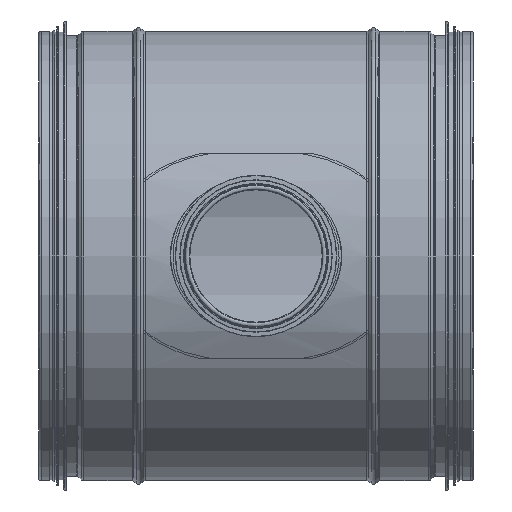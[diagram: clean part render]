
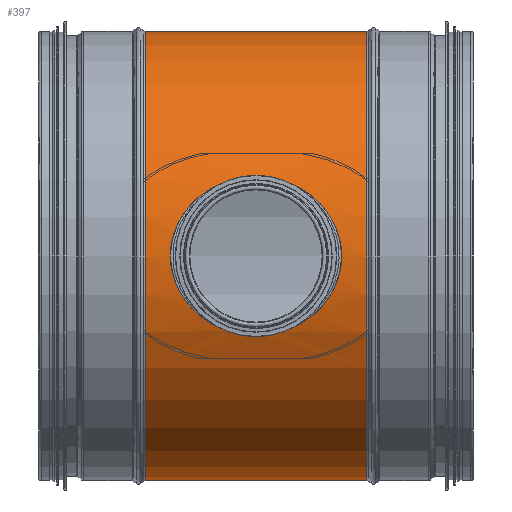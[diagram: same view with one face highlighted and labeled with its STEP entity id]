
A CAD part, left-side view. The second image highlights one B-rep face of the part: STEP entity #397.
In plain terms, the highlighted cylindrical face has radius 124.45 mm (diameter 248.9 mm), a full revolution.
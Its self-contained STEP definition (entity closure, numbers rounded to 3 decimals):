
#129=CARTESIAN_POINT('',(-116.45,120.0,-43.9));
#130=VERTEX_POINT('',#129);
#171=CARTESIAN_POINT('',(-116.45,120.0,43.9));
#172=VERTEX_POINT('',#171);
#195=CARTESIAN_POINT('',(-124.45,72.5,0.));
#196=VERTEX_POINT('',#195);
#197=CARTESIAN_POINT('',(-116.45,120.,43.9));
#198=CARTESIAN_POINT('',(-116.45,117.132,43.9));
#199=CARTESIAN_POINT('',(-116.543,114.162,43.656));
#200=CARTESIAN_POINT('',(-116.925,108.237,42.622));
#201=CARTESIAN_POINT('',(-117.214,105.281,41.833));
#202=CARTESIAN_POINT('',(-117.941,99.584,39.736));
#203=CARTESIAN_POINT('',(-118.38,96.839,38.426));
#204=CARTESIAN_POINT('',(-119.326,91.723,35.38));
#205=CARTESIAN_POINT('',(-119.832,89.353,33.643));
#206=CARTESIAN_POINT('',(-120.828,85.072,29.872));
#207=CARTESIAN_POINT('',(-121.354,83.016,27.696));
#208=CARTESIAN_POINT('',(-122.35,79.354,22.898));
#209=CARTESIAN_POINT('',(-122.819,77.748,20.276));
#210=CARTESIAN_POINT('',(-123.605,75.144,14.748));
#211=CARTESIAN_POINT('',(-123.921,74.144,11.835));
#212=CARTESIAN_POINT('',(-124.344,72.821,5.923));
#213=CARTESIAN_POINT('',(-124.45,72.5,2.924));
#214=CARTESIAN_POINT('',(-124.45,72.5,0.));
#215=B_SPLINE_CURVE_WITH_KNOTS('',3,(#197,#198,#199,#200,#201,#202,#203,#204,#205,#206,#207,#208,#209,#210,#211,#212,#213,#214),.UNSPECIFIED.,.F.,.U.,(4,2,2,2,2,2,2,2,4),(13.9,14.76,15.621,16.481,17.341,18.218,19.096,19.973,20.85),.UNSPECIFIED.);
#216=EDGE_CURVE('',#172,#196,#215,.T.);
#253=CARTESIAN_POINT('',(-124.45,72.5,0.));
#254=CARTESIAN_POINT('',(-124.45,72.5,-2.924));
#255=CARTESIAN_POINT('',(-124.344,72.821,-5.923));
#256=CARTESIAN_POINT('',(-123.921,74.144,-11.835));
#257=CARTESIAN_POINT('',(-123.605,75.144,-14.748));
#258=CARTESIAN_POINT('',(-122.819,77.748,-20.276));
#259=CARTESIAN_POINT('',(-122.35,79.354,-22.898));
#260=CARTESIAN_POINT('',(-121.354,83.016,-27.696));
#261=CARTESIAN_POINT('',(-120.828,85.072,-29.872));
#262=CARTESIAN_POINT('',(-119.832,89.353,-33.643));
#263=CARTESIAN_POINT('',(-119.326,91.723,-35.38));
#264=CARTESIAN_POINT('',(-118.38,96.839,-38.426));
#265=CARTESIAN_POINT('',(-117.941,99.584,-39.736));
#266=CARTESIAN_POINT('',(-117.214,105.281,-41.833));
#267=CARTESIAN_POINT('',(-116.925,108.237,-42.622));
#268=CARTESIAN_POINT('',(-116.543,114.162,-43.656));
#269=CARTESIAN_POINT('',(-116.45,117.132,-43.9));
#270=CARTESIAN_POINT('',(-116.45,120.,-43.9));
#271=B_SPLINE_CURVE_WITH_KNOTS('',3,(#253,#254,#255,#256,#257,#258,#259,#260,#261,#262,#263,#264,#265,#266,#267,#268,#269,#270),.UNSPECIFIED.,.F.,.U.,(4,2,2,2,2,2,2,2,4),(20.85,21.727,22.604,23.481,24.358,25.219,26.079,26.939,27.8),.UNSPECIFIED.);
#272=EDGE_CURVE('',#196,#130,#271,.T.);
#282=CARTESIAN_POINT('',(-124.45,167.5,0.0));
#283=VERTEX_POINT('',#282);
#284=CARTESIAN_POINT('',(-124.45,167.5,0.));
#285=CARTESIAN_POINT('',(-124.45,167.5,2.924));
#286=CARTESIAN_POINT('',(-124.344,167.179,5.923));
#287=CARTESIAN_POINT('',(-123.921,165.856,11.835));
#288=CARTESIAN_POINT('',(-123.605,164.856,14.748));
#289=CARTESIAN_POINT('',(-122.819,162.252,20.276));
#290=CARTESIAN_POINT('',(-122.35,160.646,22.898));
#291=CARTESIAN_POINT('',(-121.354,156.984,27.696));
#292=CARTESIAN_POINT('',(-120.828,154.928,29.872));
#293=CARTESIAN_POINT('',(-119.832,150.647,33.643));
#294=CARTESIAN_POINT('',(-119.326,148.277,35.38));
#295=CARTESIAN_POINT('',(-118.38,143.161,38.426));
#296=CARTESIAN_POINT('',(-117.941,140.416,39.736));
#297=CARTESIAN_POINT('',(-117.214,134.719,41.833));
#298=CARTESIAN_POINT('',(-116.925,131.763,42.622));
#299=CARTESIAN_POINT('',(-116.543,125.838,43.656));
#300=CARTESIAN_POINT('',(-116.45,122.868,43.9));
#301=CARTESIAN_POINT('',(-116.45,120.,43.9));
#302=B_SPLINE_CURVE_WITH_KNOTS('',3,(#284,#285,#286,#287,#288,#289,#290,#291,#292,#293,#294,#295,#296,#297,#298,#299,#300,#301),.UNSPECIFIED.,.F.,.U.,(4,2,2,2,2,2,2,2,4),(6.95,7.827,8.704,9.581,10.458,11.319,12.179,13.039,13.9),.UNSPECIFIED.);
#303=EDGE_CURVE('',#283,#172,#302,.T.);
#305=CARTESIAN_POINT('',(-116.45,120.,-43.9));
#306=CARTESIAN_POINT('',(-116.45,122.868,-43.9));
#307=CARTESIAN_POINT('',(-116.543,125.838,-43.656));
#308=CARTESIAN_POINT('',(-116.925,131.763,-42.622));
#309=CARTESIAN_POINT('',(-117.214,134.719,-41.833));
#310=CARTESIAN_POINT('',(-117.941,140.416,-39.736));
#311=CARTESIAN_POINT('',(-118.38,143.161,-38.426));
#312=CARTESIAN_POINT('',(-119.326,148.277,-35.38));
#313=CARTESIAN_POINT('',(-119.832,150.647,-33.643));
#314=CARTESIAN_POINT('',(-120.828,154.928,-29.872));
#315=CARTESIAN_POINT('',(-121.354,156.984,-27.696));
#316=CARTESIAN_POINT('',(-122.35,160.646,-22.898));
#317=CARTESIAN_POINT('',(-122.819,162.252,-20.276));
#318=CARTESIAN_POINT('',(-123.605,164.856,-14.748));
#319=CARTESIAN_POINT('',(-123.921,165.856,-11.835));
#320=CARTESIAN_POINT('',(-124.344,167.179,-5.923));
#321=CARTESIAN_POINT('',(-124.45,167.5,-2.924));
#322=CARTESIAN_POINT('',(-124.45,167.5,0.));
#323=B_SPLINE_CURVE_WITH_KNOTS('',3,(#305,#306,#307,#308,#309,#310,#311,#312,#313,#314,#315,#316,#317,#318,#319,#320,#321,#322),.UNSPECIFIED.,.F.,.U.,(4,2,2,2,2,2,2,2,4),(0.0,0.86,1.721,2.581,3.441,4.319,5.196,6.073,6.95),.UNSPECIFIED.);
#324=EDGE_CURVE('',#130,#283,#323,.T.);
#364=CARTESIAN_POINT('',(0.0,89.25,0.0));
#365=DIRECTION('',(0.0,-1.0,0.0));
#366=DIRECTION('',(1.0,0.0,0.0));
#367=AXIS2_PLACEMENT_3D('',#364,#365,#366);
#368=CYLINDRICAL_SURFACE('',#367,124.45);
#369=CARTESIAN_POINT('',(124.45,181.5,0.0));
#370=VERTEX_POINT('',#369);
#371=CARTESIAN_POINT('',(0.0,181.5,0.0));
#372=DIRECTION('',(0.0,-1.0,0.0));
#373=DIRECTION('',(1.0,0.0,0.0));
#374=AXIS2_PLACEMENT_3D('',#371,#372,#373);
#375=CIRCLE('',#374,124.45);
#376=EDGE_CURVE('',#370,#370,#375,.T.);
#377=ORIENTED_EDGE('',*,*,#376,.T.);
#378=EDGE_LOOP('',(#377));
#379=FACE_OUTER_BOUND('',#378,.T.);
#380=ORIENTED_EDGE('',*,*,#272,.T.);
#381=ORIENTED_EDGE('',*,*,#324,.T.);
#382=ORIENTED_EDGE('',*,*,#303,.T.);
#383=ORIENTED_EDGE('',*,*,#216,.T.);
#384=EDGE_LOOP('',(#380,#381,#382,#383));
#385=FACE_BOUND('',#384,.T.);
#386=CARTESIAN_POINT('',(124.45,58.5,0.0));
#387=VERTEX_POINT('',#386);
#388=CARTESIAN_POINT('',(0.0,58.5,0.0));
#389=DIRECTION('',(0.0,-1.0,0.0));
#390=DIRECTION('',(1.0,0.0,0.0));
#391=AXIS2_PLACEMENT_3D('',#388,#389,#390);
#392=CIRCLE('',#391,124.45);
#393=EDGE_CURVE('',#387,#387,#392,.T.);
#394=ORIENTED_EDGE('',*,*,#393,.F.);
#395=EDGE_LOOP('',(#394));
#396=FACE_BOUND('',#395,.T.);
#397=ADVANCED_FACE('',(#379,#385,#396),#368,.T.);
